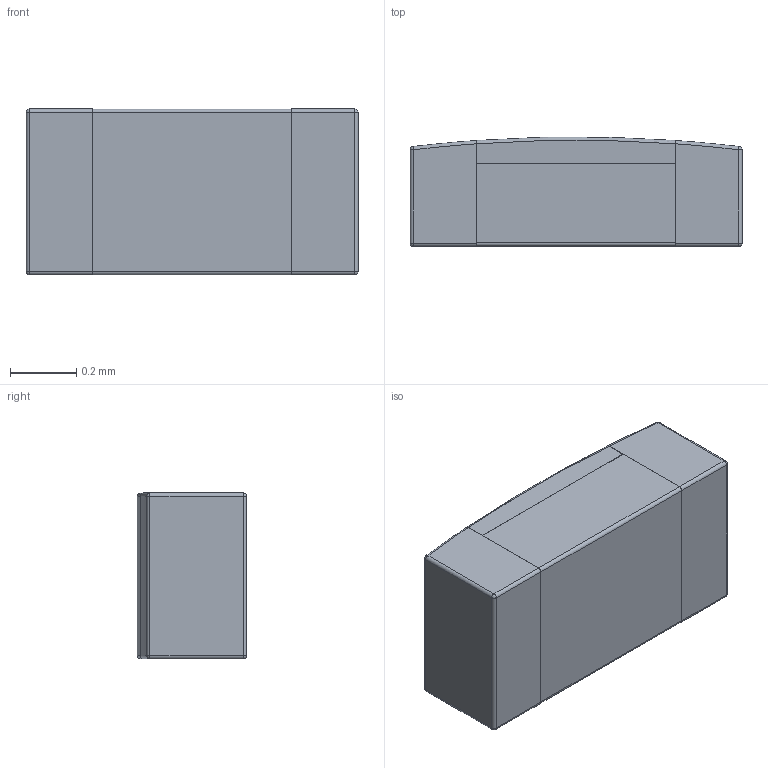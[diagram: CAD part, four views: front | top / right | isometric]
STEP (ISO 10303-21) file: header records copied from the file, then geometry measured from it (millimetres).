
FILE_DESCRIPTION (( 'STEP AP214' ), '1' );
FILE_NAME ('PESD0402-140.STEP', '2024-08-27T06:36:03', ( '' ), ( '' ), 'SwSTEP 2.0', 'SolidWorks 2016', '' );
FILE_SCHEMA (( 'AUTOMOTIVE_DESIGN' ));
Length unit declared in the file: millimetre
Products named in the file (1): PESD0402-140
Bounding box: 1 x 0.33 x 0.5 mm (x, y, z)
Volume: 0.2 mm3; surface area: 2.9 mm2
Topology: 3 solids, 3 shells, 51 faces, 112 edges, 64 vertices
Faces by surface type: plane 20, cylinder 17, sphere 8, torus 6
Entity records: 1994 total; most frequent: CARTESIAN_POINT 344, DIRECTION 248, ORIENTED_EDGE 216, EDGE_CURVE 108, AXIS2_PLACEMENT_3D 96, VERTEX_POINT 64, VECTOR 56, LINE 56
